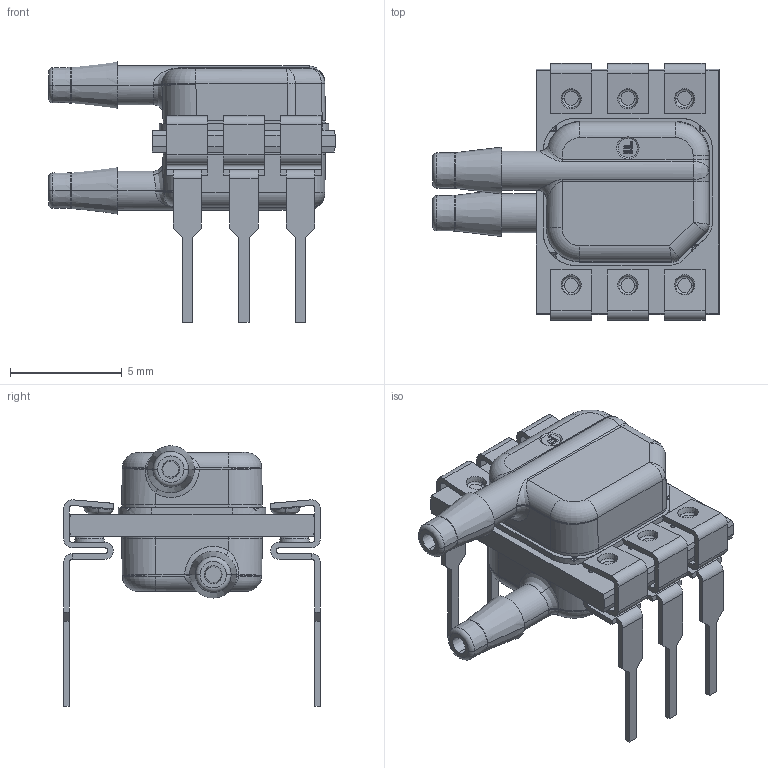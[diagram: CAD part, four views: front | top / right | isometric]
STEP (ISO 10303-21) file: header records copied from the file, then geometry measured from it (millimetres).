
FILE_DESCRIPTION((''),'2;1');
FILE_NAME('32351309-001_ASM','2020-07-01T16:30:57',('H116907'),(''),'CREO PARAMETRIC BY PTC INC, 2017380','CREO PARAMETRIC BY PTC INC, 2017380','');
FILE_SCHEMA(('CONFIG_CONTROL_DESIGN'));
Length unit declared in the file: millimetre
Products named in the file (1): 32351309-001_ASM
Bounding box: 12.85 x 11.5 x 11.66 mm (x, y, z)
Volume: 362.7 mm3; surface area: 686.5 mm2
Topology: 1 solids, 1 shells, 564 faces, 1407 edges, 863 vertices
Faces by surface type: plane 238, cylinder 155, cone 64, bspline 61, torus 38, sphere 8
Entity records: 22791 total; most frequent: CARTESIAN_POINT 9639, ORIENTED_EDGE 2814, DIRECTION 2616, EDGE_CURVE 1407, AXIS2_PLACEMENT_3D 920, VERTEX_POINT 863, VECTOR 776, LINE 776
